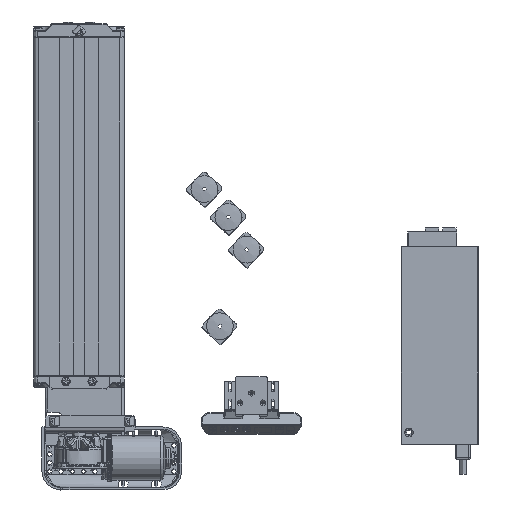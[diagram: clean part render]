
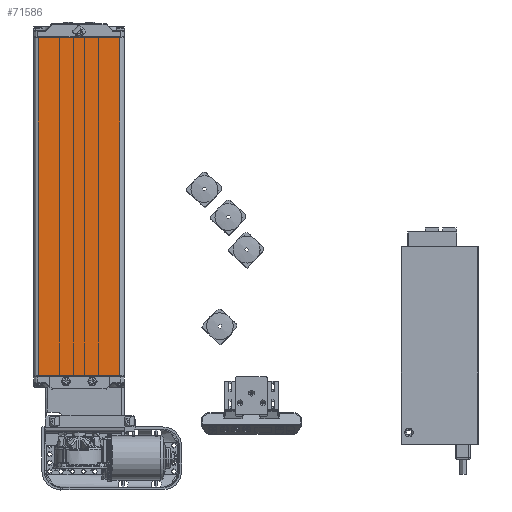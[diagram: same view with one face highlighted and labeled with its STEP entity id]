
A CAD part, top view. The second image highlights one B-rep face of the part: STEP entity #71586.
In plain terms, the highlighted planar face has unit normal (0, 0, 1).
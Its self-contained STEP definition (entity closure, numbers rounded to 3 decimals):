
#13130=FACE_OUTER_BOUND('',#17361,.T.);
#17361=EDGE_LOOP('',(#48453,#48454,#48455,#48456));
#21955=LINE('',#104812,#26226);
#21956=LINE('',#104814,#26227);
#21957=LINE('',#104816,#26228);
#21958=LINE('',#104817,#26229);
#26226=VECTOR('',#84593,449.5);
#26227=VECTOR('',#84594,108.);
#26228=VECTOR('',#84595,449.5);
#26229=VECTOR('',#84596,108.);
#30497=VERTEX_POINT('',#104810);
#30498=VERTEX_POINT('',#104811);
#30499=VERTEX_POINT('',#104813);
#30500=VERTEX_POINT('',#104815);
#37459=EDGE_CURVE('',#30497,#30498,#21955,.F.);
#37460=EDGE_CURVE('',#30498,#30499,#21956,.T.);
#37461=EDGE_CURVE('',#30499,#30500,#21957,.T.);
#37462=EDGE_CURVE('',#30500,#30497,#21958,.F.);
#48453=ORIENTED_EDGE('',*,*,#37459,.T.);
#48454=ORIENTED_EDGE('',*,*,#37460,.T.);
#48455=ORIENTED_EDGE('',*,*,#37461,.T.);
#48456=ORIENTED_EDGE('',*,*,#37462,.T.);
#70441=PLANE('',#76613);
#71586=ADVANCED_FACE('',(#13130),#70441,.T.);
#76613=AXIS2_PLACEMENT_3D('',#104809,#84591,#84592);
#84591=DIRECTION('center_axis',(0.,0.,1.));
#84592=DIRECTION('ref_axis',(1.,0.,0.));
#84593=DIRECTION('',(0.,-1.,0.));
#84594=DIRECTION('',(-1.,0.,0.));
#84595=DIRECTION('',(0.,-1.,0.));
#84596=DIRECTION('',(-1.,0.,0.));
#104809=CARTESIAN_POINT('Origin',(60.,450.5,30.));
#104810=CARTESIAN_POINT('',(54.,0.5,30.));
#104811=CARTESIAN_POINT('',(54.,450.,30.));
#104812=CARTESIAN_POINT('',(54.,450.,30.));
#104813=CARTESIAN_POINT('',(-54.,450.,30.));
#104814=CARTESIAN_POINT('',(54.,450.,30.));
#104815=CARTESIAN_POINT('',(-54.,0.5,30.));
#104816=CARTESIAN_POINT('',(-54.,450.,30.));
#104817=CARTESIAN_POINT('',(54.,0.5,30.));
